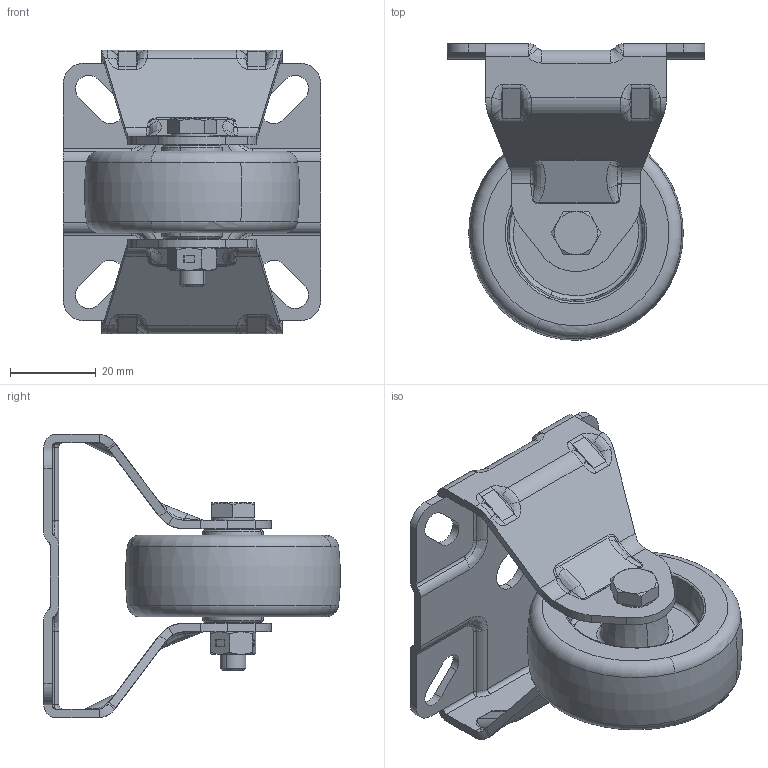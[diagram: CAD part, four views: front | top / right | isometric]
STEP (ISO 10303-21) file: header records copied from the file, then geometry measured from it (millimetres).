
FILE_DESCRIPTION (( 'STEP AP214' ), '1' );
FILE_NAME ('0010529INF.step', '2025-09-08T10:56:04', ( '' ), ( '' ), 'SwSTEP 2.0', 'SolidWorks 2020', '' );
FILE_SCHEMA (( 'AUTOMOTIVE_DESIGN' ));
Length unit declared in the file: millimetre
Products named in the file (1): 0010529INF
Bounding box: 60 x 68.96 x 66 mm (x, y, z)
Volume: 42398.1 mm3; surface area: 27089.4 mm2
Topology: 5 solids, 5 shells, 488 faces, 1186 edges, 704 vertices
Faces by surface type: bspline 156, cylinder 150, plane 110, torus 36, cone 36
Entity records: 31261 total; most frequent: CARTESIAN_POINT 15666, ORIENTED_EDGE 2348, DIRECTION 1818, EDGE_CURVE 1174, AXIS2_PLACEMENT_3D 704, VERTEX_POINT 704, EDGE_LOOP 516, UNCERTAINTY_MEASURE_WITH_UNIT 495
